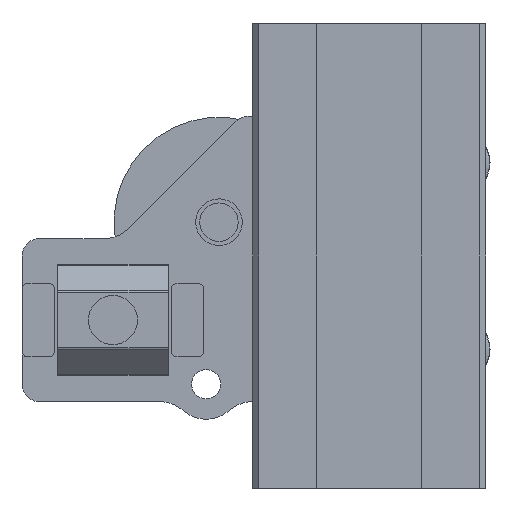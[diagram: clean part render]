
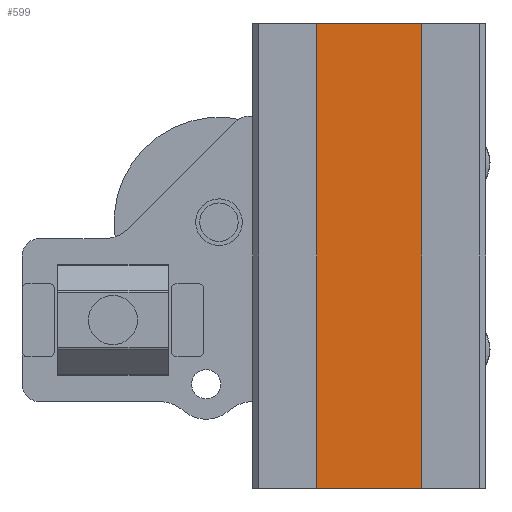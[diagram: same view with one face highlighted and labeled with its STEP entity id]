
A CAD part, front view. The second image highlights one B-rep face of the part: STEP entity #599.
In plain terms, the highlighted planar face has unit normal (0, -1, 0).
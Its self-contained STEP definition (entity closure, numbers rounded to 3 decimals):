
#462 = VERTEX_POINT('',#463);
#463 = CARTESIAN_POINT('',(-4.5,6.,19.95));
#469 = EDGE_CURVE('',#462,#470,#472,.T.);
#470 = VERTEX_POINT('',#471);
#471 = CARTESIAN_POINT('',(4.5,6.,19.95));
#472 = LINE('',#473,#474);
#473 = CARTESIAN_POINT('',(-4.5,6.,19.95));
#474 = VECTOR('',#475,1.);
#475 = DIRECTION('',(1.,0.,0.));
#558 = VERTEX_POINT('',#559);
#559 = CARTESIAN_POINT('',(4.5,6.,-19.95));
#565 = EDGE_CURVE('',#566,#558,#568,.T.);
#566 = VERTEX_POINT('',#567);
#567 = CARTESIAN_POINT('',(-4.5,6.,-19.95));
#568 = LINE('',#569,#570);
#569 = CARTESIAN_POINT('',(-4.5,6.,-19.95));
#570 = VECTOR('',#571,1.);
#571 = DIRECTION('',(1.,0.,0.));
#599 = ADVANCED_FACE('',(#600),#616,.F.);
#600 = FACE_BOUND('',#601,.T.);
#601 = EDGE_LOOP('',(#602,#603,#609,#610));
#602 = ORIENTED_EDGE('',*,*,#565,.T.);
#603 = ORIENTED_EDGE('',*,*,#604,.F.);
#604 = EDGE_CURVE('',#470,#558,#605,.T.);
#605 = LINE('',#606,#607);
#606 = CARTESIAN_POINT('',(4.5,6.,19.95));
#607 = VECTOR('',#608,1.);
#608 = DIRECTION('',(-0.,-0.,-1.));
#609 = ORIENTED_EDGE('',*,*,#469,.F.);
#610 = ORIENTED_EDGE('',*,*,#611,.T.);
#611 = EDGE_CURVE('',#462,#566,#612,.T.);
#612 = LINE('',#613,#614);
#613 = CARTESIAN_POINT('',(-4.5,6.,19.95));
#614 = VECTOR('',#615,1.);
#615 = DIRECTION('',(-0.,-0.,-1.));
#616 = PLANE('',#617);
#617 = AXIS2_PLACEMENT_3D('',#618,#619,#620);
#618 = CARTESIAN_POINT('',(-4.5,6.,19.95));
#619 = DIRECTION('',(0.,1.,-0.));
#620 = DIRECTION('',(-1.,0.,0.));
